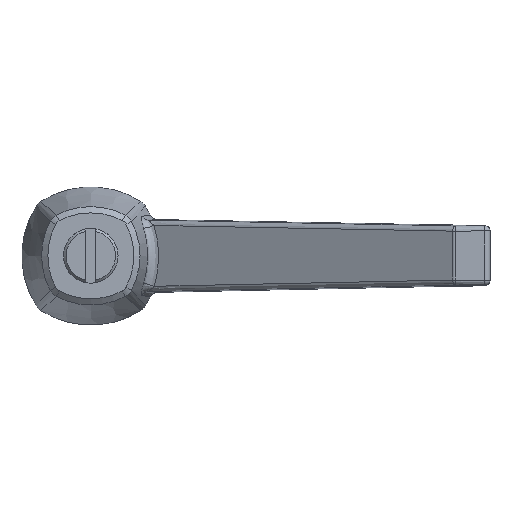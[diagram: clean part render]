
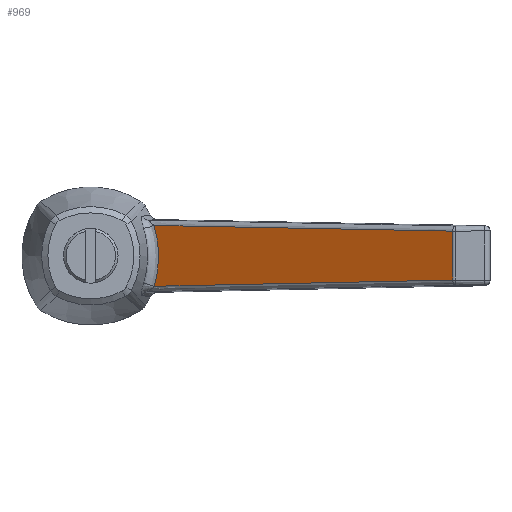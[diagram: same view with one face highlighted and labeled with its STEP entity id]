
A CAD part, top view. The second image highlights one B-rep face of the part: STEP entity #969.
In plain terms, the highlighted planar face has unit normal (-0.479, 0, 0.878).
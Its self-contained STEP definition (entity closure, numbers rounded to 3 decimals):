
#969 = ADVANCED_FACE( '', ( #2283 ), #2284, .F. );
#2283 = FACE_OUTER_BOUND( '', #4791, .T. );
#2284 = PLANE( '', #4792 );
#4791 = EDGE_LOOP( '', ( #9356, #9357, #9358, #9359 ) );
#4792 = AXIS2_PLACEMENT_3D( '', #9360, #9361, #9362 );
#9356 = ORIENTED_EDGE( '', *, *, #13092, .T. );
#9357 = ORIENTED_EDGE( '', *, *, #13691, .T. );
#9358 = ORIENTED_EDGE( '', *, *, #13711, .T. );
#9359 = ORIENTED_EDGE( '', *, *, #13712, .T. );
#9360 = CARTESIAN_POINT( '', ( 0., 7.25, 16. ) );
#9361 = DIRECTION( '', ( 0.479, 0., -0.878 ) );
#9362 = DIRECTION( '', ( -0.878, 0., -0.479 ) );
#13092 = EDGE_CURVE( '', #15596, #15594, #15597, .T. );
#13691 = EDGE_CURVE( '', #15594, #16584, #16586, .T. );
#13711 = EDGE_CURVE( '', #16584, #15265, #16613, .T. );
#13712 = EDGE_CURVE( '', #15265, #15596, #16614, .T. );
#15265 = VERTEX_POINT( '', #18787 );
#15594 = VERTEX_POINT( '', #19242 );
#15596 = VERTEX_POINT( '', #19285 );
#15597 = B_SPLINE_CURVE_WITH_KNOTS( '', 3, ( #19286, #19287, #19288, #19289, #19290, #19291, #19292, #19293 ), .UNSPECIFIED., .F., .F., ( 4, 2, 2, 4 ), ( 0., 0.017, 0.034, 0.067 ), .UNSPECIFIED. );
#16584 = VERTEX_POINT( '', #20711 );
#16586 = B_SPLINE_CURVE_WITH_KNOTS( '', 3, ( #20713, #20714, #20715, #20716, #20717, #20718, #20719, #20720, #20721, #20722, #20723, #20724, #20725, #20726, #20727, #20728, #20729, #20730, #20731, #20732, #20733, #20734, #20735, #20736, #20737 ), .UNSPECIFIED., .F., .F., ( 4, 2, 1, 1, 1, 1, 1, 2, 2, 2, 1, 1, 1, 1, 1, 1, 2, 4 ), ( 0., 0.002, 0.002, 0.003, 0.004, 0.005, 0.005, 0.006, 0.006, 0.006, 0.006, 0.007, 0.008, 0.008, 0.009, 0.01, 0.011, 0.012 ), .UNSPECIFIED. );
#16613 = B_SPLINE_CURVE_WITH_KNOTS( '', 3, ( #20807, #20808, #20809, #20810, #20811, #20812, #20813, #20814 ), .UNSPECIFIED., .F., .F., ( 4, 2, 2, 4 ), ( 0.002, 0.036, 0.053, 0.069 ), .UNSPECIFIED. );
#16614 = LINE( '', #20815, #20816 );
#18787 = CARTESIAN_POINT( '', ( 71.628, -4.841, 55.078 ) );
#19242 = CARTESIAN_POINT( '', ( 12.493, 6.015, 22.816 ) );
#19285 = CARTESIAN_POINT( '', ( 71.628, 4.841, 55.078 ) );
#19286 = CARTESIAN_POINT( '', ( 71.628, 4.841, 55.078 ) );
#19287 = CARTESIAN_POINT( '', ( 66.7, 4.938, 52.389 ) );
#19288 = CARTESIAN_POINT( '', ( 61.772, 5.035, 49.701 ) );
#19289 = CARTESIAN_POINT( '', ( 51.916, 5.23, 44.324 ) );
#19290 = CARTESIAN_POINT( '', ( 46.988, 5.328, 41.635 ) );
#19291 = CARTESIAN_POINT( '', ( 32.205, 5.622, 33.57 ) );
#19292 = CARTESIAN_POINT( '', ( 22.349, 5.818, 28.193 ) );
#19293 = CARTESIAN_POINT( '', ( 12.493, 6.015, 22.816 ) );
#20711 = CARTESIAN_POINT( '', ( 12.493, -6.015, 22.816 ) );
#20713 = CARTESIAN_POINT( '', ( 12.493, 6.015, 22.816 ) );
#20714 = CARTESIAN_POINT( '', ( 12.649, 5.53, 22.901 ) );
#20715 = CARTESIAN_POINT( '', ( 12.784, 5.04, 22.975 ) );
#20716 = CARTESIAN_POINT( '', ( 12.959, 4.3, 23.07 ) );
#20717 = CARTESIAN_POINT( '', ( 13.066, 3.805, 23.128 ) );
#20718 = CARTESIAN_POINT( '', ( 13.198, 3.057, 23.2 ) );
#20719 = CARTESIAN_POINT( '', ( 13.301, 2.303, 23.257 ) );
#20720 = CARTESIAN_POINT( '', ( 13.375, 1.544, 23.297 ) );
#20721 = CARTESIAN_POINT( '', ( 13.421, 0.779, 23.322 ) );
#20722 = CARTESIAN_POINT( '', ( 13.431, 0.265, 23.328 ) );
#20723 = CARTESIAN_POINT( '', ( 13.431, -0.058, 23.328 ) );
#20724 = CARTESIAN_POINT( '', ( 13.431, -0.122, 23.327 ) );
#20725 = CARTESIAN_POINT( '', ( 13.43, -0.219, 23.327 ) );
#20726 = CARTESIAN_POINT( '', ( 13.43, -0.251, 23.327 ) );
#20727 = CARTESIAN_POINT( '', ( 13.429, -0.316, 23.326 ) );
#20728 = CARTESIAN_POINT( '', ( 13.426, -0.477, 23.325 ) );
#20729 = CARTESIAN_POINT( '', ( 13.414, -0.896, 23.318 ) );
#20730 = CARTESIAN_POINT( '', ( 13.376, -1.536, 23.298 ) );
#20731 = CARTESIAN_POINT( '', ( 13.302, -2.298, 23.257 ) );
#20732 = CARTESIAN_POINT( '', ( 13.198, -3.054, 23.201 ) );
#20733 = CARTESIAN_POINT( '', ( 13.067, -3.803, 23.129 ) );
#20734 = CARTESIAN_POINT( '', ( 12.959, -4.299, 23.07 ) );
#20735 = CARTESIAN_POINT( '', ( 12.784, -5.04, 22.975 ) );
#20736 = CARTESIAN_POINT( '', ( 12.649, -5.53, 22.901 ) );
#20737 = CARTESIAN_POINT( '', ( 12.493, -6.015, 22.816 ) );
#20807 = CARTESIAN_POINT( '', ( 12.493, -6.015, 22.816 ) );
#20808 = CARTESIAN_POINT( '', ( 22.349, -5.818, 28.193 ) );
#20809 = CARTESIAN_POINT( '', ( 32.205, -5.622, 33.57 ) );
#20810 = CARTESIAN_POINT( '', ( 46.988, -5.328, 41.635 ) );
#20811 = CARTESIAN_POINT( '', ( 51.916, -5.23, 44.324 ) );
#20812 = CARTESIAN_POINT( '', ( 61.772, -5.035, 49.701 ) );
#20813 = CARTESIAN_POINT( '', ( 66.7, -4.938, 52.389 ) );
#20814 = CARTESIAN_POINT( '', ( 71.628, -4.841, 55.078 ) );
#20815 = CARTESIAN_POINT( '', ( 71.628, 7.25, 55.078 ) );
#20816 = VECTOR( '', #24278, 1000. );
#24278 = DIRECTION( '', ( 0., 1., 0. ) );
